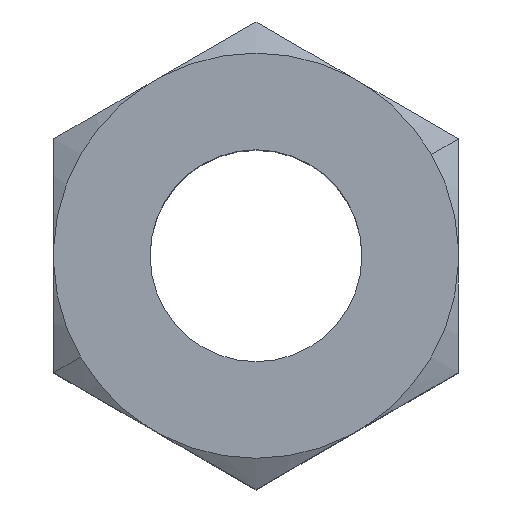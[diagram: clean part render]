
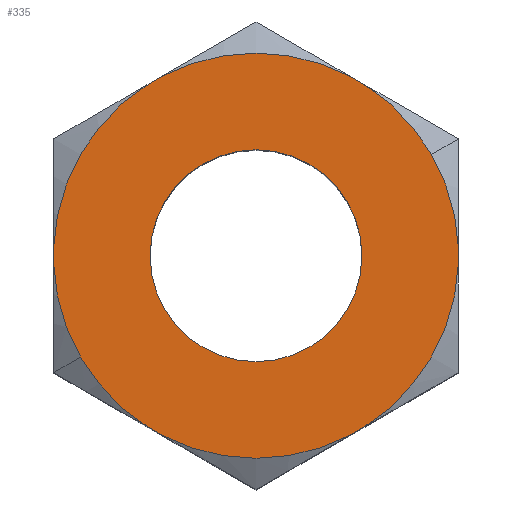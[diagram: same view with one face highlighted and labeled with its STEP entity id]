
A CAD part, top view. The second image highlights one B-rep face of the part: STEP entity #335.
In plain terms, the highlighted planar face has unit normal (0, 0, 1).
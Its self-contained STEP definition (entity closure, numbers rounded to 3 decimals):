
#141=EDGE_CURVE('',#249,#317,#387,.T.);
#145=EDGE_CURVE('',#221,#337,#391,.T.);
#151=EDGE_CURVE('',#287,#189,#397,.T.);
#161=VERTEX_POINT('',#407);
#163=VERTEX_POINT('',#409);
#167=EDGE_CURVE('',#357,#189,#413,.T.);
#173=VERTEX_POINT('',#419);
#175=VERTEX_POINT('',#421);
#183=EDGE_CURVE('',#257,#161,#430,.T.);
#189=VERTEX_POINT('',#436);
#195=EDGE_CURVE('',#175,#355,#443,.T.);
#197=EDGE_CURVE('',#173,#229,#445,.T.);
#201=EDGE_CURVE('',#365,#337,#449,.T.);
#205=EDGE_CURVE('',#161,#257,#454,.T.);
#215=VERTEX_POINT('',#465);
#217=EDGE_CURVE('',#221,#163,#467,.T.);
#221=VERTEX_POINT('',#471);
#229=VERTEX_POINT('',#481);
#231=EDGE_CURVE('',#215,#229,#483,.T.);
#245=EDGE_CURVE('',#249,#365,#500,.T.);
#249=VERTEX_POINT('',#504);
#257=VERTEX_POINT('',#512);
#277=EDGE_CURVE('',#287,#317,#537,.T.);
#287=VERTEX_POINT('',#547);
#313=EDGE_CURVE('',#215,#175,#578,.T.);
#317=VERTEX_POINT('',#582);
#335=ADVANCED_FACE('',(#601,#602),#603,.T.);
#337=VERTEX_POINT('',#605);
#339=EDGE_CURVE('',#173,#163,#607,.T.);
#345=EDGE_CURVE('',#357,#355,#614,.T.);
#355=VERTEX_POINT('',#625);
#357=VERTEX_POINT('',#627);
#365=VERTEX_POINT('',#635);
#387=LINE('',#647,#648);
#391=LINE('',#655,#656);
#397=LINE('',#663,#664);
#407=CARTESIAN_POINT('',(0.,3.4,12.0));
#409=CARTESIAN_POINT('',(-3.031,5.75,12.0));
#413=CIRCLE('',#695,6.5);
#419=CARTESIAN_POINT('',(-3.464,5.5,12.0));
#421=CARTESIAN_POINT('',(-5.629,-3.25,12.0));
#430=CIRCLE('',#748,3.4);
#436=CARTESIAN_POINT('',(3.031,-5.75,12.0));
#443=CIRCLE('',#763,6.5);
#445=CIRCLE('',#766,6.5);
#449=CIRCLE('',#772,6.5);
#454=CIRCLE('',#778,3.4);
#465=CARTESIAN_POINT('',(-6.495,-0.25,12.0));
#467=CIRCLE('',#803,6.5);
#471=CARTESIAN_POINT('',(3.031,5.75,12.0));
#481=CARTESIAN_POINT('',(-6.495,0.25,12.0));
#483=LINE('',#822,#823);
#500=CIRCLE('',#874,6.5);
#504=CARTESIAN_POINT('',(6.495,0.25,12.0));
#512=CARTESIAN_POINT('',(0.,-3.4,12.0));
#537=CIRCLE('',#952,6.5);
#547=CARTESIAN_POINT('',(3.464,-5.5,12.0));
#578=CIRCLE('',#1044,6.5);
#582=CARTESIAN_POINT('',(6.495,-0.25,12.0));
#601=FACE_BOUND('',#1105,.T.);
#602=FACE_OUTER_BOUND('',#1106,.T.);
#603=PLANE('',#1107);
#605=CARTESIAN_POINT('',(3.464,5.5,12.0));
#607=LINE('',#1112,#1113);
#614=LINE('',#1131,#1132);
#625=CARTESIAN_POINT('',(-3.464,-5.5,12.0));
#627=CARTESIAN_POINT('',(-3.031,-5.75,12.0));
#635=CARTESIAN_POINT('',(5.629,3.25,12.0));
#647=CARTESIAN_POINT('',(6.495,-3.75,12.0));
#648=VECTOR('',#1213,1.0);
#655=CARTESIAN_POINT('',(6.495,3.75,12.0));
#656=VECTOR('',#1215,1.0);
#663=CARTESIAN_POINT('',(0.,-7.5,12.0));
#664=VECTOR('',#1216,1.0);
#695=AXIS2_PLACEMENT_3D('',#1219,#1220,#1221);
#748=AXIS2_PLACEMENT_3D('',#1233,#1234,#1235);
#763=AXIS2_PLACEMENT_3D('',#1248,#1249,#1250);
#766=AXIS2_PLACEMENT_3D('',#1251,#1252,#1253);
#772=AXIS2_PLACEMENT_3D('',#1257,#1258,#1259);
#778=AXIS2_PLACEMENT_3D('',#1270,#1271,#1272);
#803=AXIS2_PLACEMENT_3D('',#1283,#1284,#1285);
#822=CARTESIAN_POINT('',(-6.495,3.75,12.0));
#823=VECTOR('',#1304,1.0);
#874=AXIS2_PLACEMENT_3D('',#1326,#1327,#1328);
#952=AXIS2_PLACEMENT_3D('',#1380,#1381,#1382);
#1044=AXIS2_PLACEMENT_3D('',#1429,#1430,#1431);
#1105=EDGE_LOOP('',(#1447,#1448));
#1106=EDGE_LOOP('',(#1449,#1450,#1451,#1452,#1453,#1454,#1455,#1456,#1457,#1458,#1459,#1460,#1461,#1462));
#1107=AXIS2_PLACEMENT_3D('',#1463,#1464,#1465);
#1112=CARTESIAN_POINT('',(0.,7.5,12.0));
#1113=VECTOR('',#1466,1.0);
#1131=CARTESIAN_POINT('',(-6.495,-3.75,12.0));
#1132=VECTOR('',#1474,1.0);
#1213=DIRECTION('',(0.0,-1.0,0.0));
#1215=DIRECTION('',(0.866,-0.5,0.0));
#1216=DIRECTION('',(-0.866,-0.5,0.0));
#1219=CARTESIAN_POINT('',(0.,0.,12.0));
#1220=DIRECTION('',(0.0,0.0,1.0));
#1221=DIRECTION('',(-0.866,-0.5,0.0));
#1233=CARTESIAN_POINT('',(0.,0.0,12.0));
#1234=DIRECTION('',(-0.0,0.0,-1.0));
#1235=DIRECTION('',(0.,-1.0,0.0));
#1248=CARTESIAN_POINT('',(0.,0.,12.0));
#1249=DIRECTION('',(0.0,0.0,1.0));
#1250=DIRECTION('',(-0.866,-0.5,0.0));
#1251=CARTESIAN_POINT('',(0.,0.,12.0));
#1252=DIRECTION('',(0.0,0.0,1.0));
#1253=DIRECTION('',(-0.866,-0.5,0.0));
#1257=CARTESIAN_POINT('',(0.,0.,12.0));
#1258=DIRECTION('',(0.0,0.0,1.0));
#1259=DIRECTION('',(-0.866,-0.5,0.0));
#1270=CARTESIAN_POINT('',(0.,0.0,12.0));
#1271=DIRECTION('',(-0.0,0.0,-1.0));
#1272=DIRECTION('',(0.,-1.0,0.0));
#1283=CARTESIAN_POINT('',(0.,0.,12.0));
#1284=DIRECTION('',(0.0,0.0,1.0));
#1285=DIRECTION('',(-0.866,-0.5,0.0));
#1304=DIRECTION('',(0.0,1.0,0.0));
#1326=CARTESIAN_POINT('',(0.,0.,12.0));
#1327=DIRECTION('',(0.0,0.0,1.0));
#1328=DIRECTION('',(-0.866,-0.5,0.0));
#1380=CARTESIAN_POINT('',(0.,0.,12.0));
#1381=DIRECTION('',(0.0,0.0,1.0));
#1382=DIRECTION('',(-0.866,-0.5,0.0));
#1429=CARTESIAN_POINT('',(0.,0.,12.0));
#1430=DIRECTION('',(0.0,0.0,1.0));
#1431=DIRECTION('',(-0.866,-0.5,0.0));
#1447=ORIENTED_EDGE('',*,*,#205,.T.);
#1448=ORIENTED_EDGE('',*,*,#183,.T.);
#1449=ORIENTED_EDGE('',*,*,#167,.T.);
#1450=ORIENTED_EDGE('',*,*,#151,.F.);
#1451=ORIENTED_EDGE('',*,*,#277,.T.);
#1452=ORIENTED_EDGE('',*,*,#141,.F.);
#1453=ORIENTED_EDGE('',*,*,#245,.T.);
#1454=ORIENTED_EDGE('',*,*,#201,.T.);
#1455=ORIENTED_EDGE('',*,*,#145,.F.);
#1456=ORIENTED_EDGE('',*,*,#217,.T.);
#1457=ORIENTED_EDGE('',*,*,#339,.F.);
#1458=ORIENTED_EDGE('',*,*,#197,.T.);
#1459=ORIENTED_EDGE('',*,*,#231,.F.);
#1460=ORIENTED_EDGE('',*,*,#313,.T.);
#1461=ORIENTED_EDGE('',*,*,#195,.T.);
#1462=ORIENTED_EDGE('',*,*,#345,.F.);
#1463=CARTESIAN_POINT('',(0.,0.,12.0));
#1464=DIRECTION('',(0.0,0.0,1.0));
#1465=DIRECTION('',(0.0,-1.0,0.0));
#1466=DIRECTION('',(0.866,0.5,0.0));
#1474=DIRECTION('',(-0.866,0.5,0.0));
